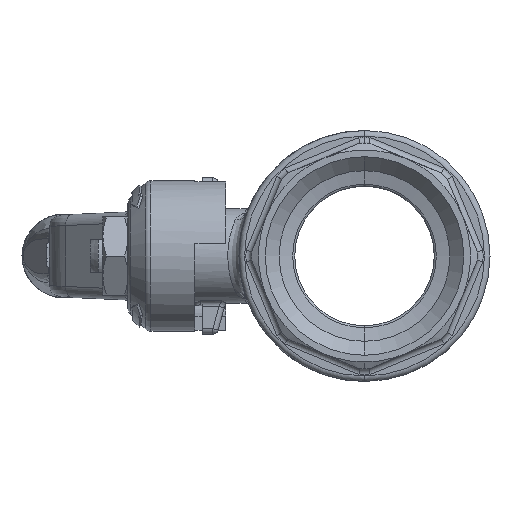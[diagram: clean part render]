
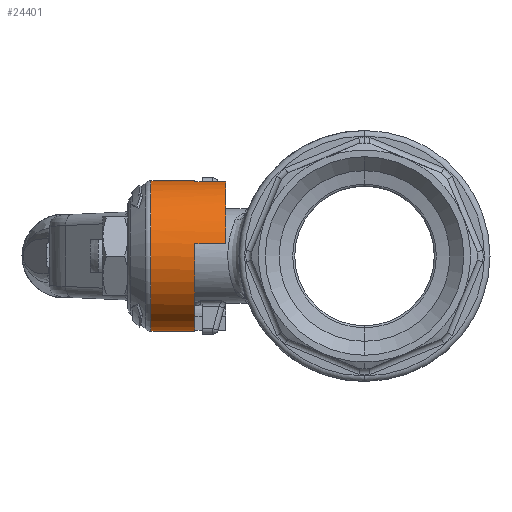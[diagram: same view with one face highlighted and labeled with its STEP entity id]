
A CAD part, left-side view. The second image highlights one B-rep face of the part: STEP entity #24401.
In plain terms, the highlighted cylindrical face has radius 13.5 mm (diameter 27 mm), a partial arc.
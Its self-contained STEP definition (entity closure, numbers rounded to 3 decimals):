
#200 = EDGE_CURVE ( 'NONE', #24080, #70956, #6266, .T. ) ;
#898 = AXIS2_PLACEMENT_3D ( 'NONE', #21622, #47676, #49674 ) ;
#4902 = EDGE_CURVE ( 'NONE', #42145, #57579, #63204, .T. ) ;
#5311 = EDGE_CURVE ( 'NONE', #41715, #31805, #57242, .T. ) ;
#6266 = LINE ( 'NONE', #47330, #7946 ) ;
#7946 = VECTOR ( 'NONE', #62995, 1000. ) ;
#9331 = AXIS2_PLACEMENT_3D ( 'NONE', #60832, #58835, #39452 ) ;
#11822 = DIRECTION ( 'NONE',  ( 0., -1., 0. ) ) ;
#12758 = EDGE_CURVE ( 'NONE', #57579, #62186, #31885, .T. ) ;
#13971 = CARTESIAN_POINT ( 'NONE',  ( 0., 13.379, 13.5 ) ) ;
#14168 = VERTEX_POINT ( 'NONE', #29719 ) ;
#16939 = CIRCLE ( 'NONE', #898, 13.5 ) ;
#17321 = VECTOR ( 'NONE', #70307, 1000. ) ;
#17393 = LINE ( 'NONE', #64711, #17321 ) ;
#19232 = DIRECTION ( 'NONE',  ( 0., -1., 0. ) ) ;
#19459 = ORIENTED_EDGE ( 'NONE', *, *, #200, .T. ) ;
#19534 = CARTESIAN_POINT ( 'NONE',  ( 0., -1.531, 0. ) ) ;
#21553 = DIRECTION ( 'NONE',  ( 0., 0., -1. ) ) ;
#21622 = CARTESIAN_POINT ( 'NONE',  ( 0., 5.5, 0. ) ) ;
#21789 = EDGE_CURVE ( 'NONE', #70956, #14168, #16939, .T. ) ;
#21990 = ORIENTED_EDGE ( 'NONE', *, *, #71272, .T. ) ;
#23023 = ORIENTED_EDGE ( 'NONE', *, *, #4902, .F. ) ;
#24080 = VERTEX_POINT ( 'NONE', #51925 ) ;
#24401 = ADVANCED_FACE ( 'NONE', ( #60550 ), #47842, .T. ) ;
#26991 = ORIENTED_EDGE ( 'NONE', *, *, #12758, .F. ) ;
#29306 = CARTESIAN_POINT ( 'NONE',  ( -13.32, 0., 2.2 ) ) ;
#29719 = CARTESIAN_POINT ( 'NONE',  ( -13.32, 5.5, 2.2 ) ) ;
#31442 = DIRECTION ( 'NONE',  ( 0., 0., -1. ) ) ;
#31505 = DIRECTION ( 'NONE',  ( 0., -1., 0. ) ) ;
#31518 = CARTESIAN_POINT ( 'NONE',  ( 0., 5.5, 0. ) ) ;
#31579 = DIRECTION ( 'NONE',  ( 0., -1., 0. ) ) ;
#31805 = VERTEX_POINT ( 'NONE', #29306 ) ;
#31885 = CIRCLE ( 'NONE', #64578, 13.5 ) ;
#33274 = VECTOR ( 'NONE', #31579, 1000. ) ;
#33597 = LINE ( 'NONE', #64861, #33274 ) ;
#36259 = AXIS2_PLACEMENT_3D ( 'NONE', #19534, #19232, #21553 ) ;
#36599 = ORIENTED_EDGE ( 'NONE', *, *, #5311, .F. ) ;
#38732 = CARTESIAN_POINT ( 'NONE',  ( 0., 5.5, 13.5 ) ) ;
#39452 = DIRECTION ( 'NONE',  ( 0., 0., -1. ) ) ;
#40275 = DIRECTION ( 'NONE',  ( 0., -1., 0. ) ) ;
#41715 = VERTEX_POINT ( 'NONE', #49172 ) ;
#42120 = EDGE_LOOP ( 'NONE', ( #23023, #21990, #19459, #64566, #71312, #36599, #50874, #26991 ) ) ;
#42145 = VERTEX_POINT ( 'NONE', #13971 ) ;
#45063 = AXIS2_PLACEMENT_3D ( 'NONE', #45140, #11822, #50716 ) ;
#45140 = CARTESIAN_POINT ( 'NONE',  ( 0., 13.379, 0. ) ) ;
#46587 = CARTESIAN_POINT ( 'NONE',  ( 0., -1.531, 13.5 ) ) ;
#47330 = CARTESIAN_POINT ( 'NONE',  ( 0., -1.531, -13.5 ) ) ;
#47676 = DIRECTION ( 'NONE',  ( 0., 1., 0. ) ) ;
#47842 = CYLINDRICAL_SURFACE ( 'NONE', #36259, 13.5 ) ;
#48787 = CARTESIAN_POINT ( 'NONE',  ( -2.2, 5.5, 13.32 ) ) ;
#49172 = CARTESIAN_POINT ( 'NONE',  ( -2.2, 0., 13.32 ) ) ;
#49674 = DIRECTION ( 'NONE',  ( 1., 0., 0. ) ) ;
#49998 = EDGE_CURVE ( 'NONE', #62186, #41715, #33597, .T. ) ;
#50716 = DIRECTION ( 'NONE',  ( 0., 0., 1. ) ) ;
#50874 = ORIENTED_EDGE ( 'NONE', *, *, #49998, .F. ) ;
#51171 = CIRCLE ( 'NONE', #45063, 13.5 ) ;
#51925 = CARTESIAN_POINT ( 'NONE',  ( 0., 13.379, -13.5 ) ) ;
#55866 = EDGE_CURVE ( 'NONE', #14168, #31805, #17393, .T. ) ;
#57242 = CIRCLE ( 'NONE', #9331, 13.5 ) ;
#57579 = VERTEX_POINT ( 'NONE', #38732 ) ;
#58534 = CARTESIAN_POINT ( 'NONE',  ( 0., 5.5, -13.5 ) ) ;
#58835 = DIRECTION ( 'NONE',  ( 0., -1., 0. ) ) ;
#60550 = FACE_OUTER_BOUND ( 'NONE', #42120, .T. ) ;
#60832 = CARTESIAN_POINT ( 'NONE',  ( 0., 0., 0. ) ) ;
#62186 = VERTEX_POINT ( 'NONE', #48787 ) ;
#62939 = VECTOR ( 'NONE', #40275, 1000. ) ;
#62995 = DIRECTION ( 'NONE',  ( 0., -1., 0. ) ) ;
#63204 = LINE ( 'NONE', #46587, #62939 ) ;
#64566 = ORIENTED_EDGE ( 'NONE', *, *, #21789, .T. ) ;
#64578 = AXIS2_PLACEMENT_3D ( 'NONE', #31518, #31505, #31442 ) ;
#64711 = CARTESIAN_POINT ( 'NONE',  ( -13.32, 5.5, 2.2 ) ) ;
#64861 = CARTESIAN_POINT ( 'NONE',  ( -2.2, 5.5, 13.32 ) ) ;
#70307 = DIRECTION ( 'NONE',  ( 0., -1., 0. ) ) ;
#70956 = VERTEX_POINT ( 'NONE', #58534 ) ;
#71272 = EDGE_CURVE ( 'NONE', #42145, #24080, #51171, .T. ) ;
#71312 = ORIENTED_EDGE ( 'NONE', *, *, #55866, .T. ) ;
